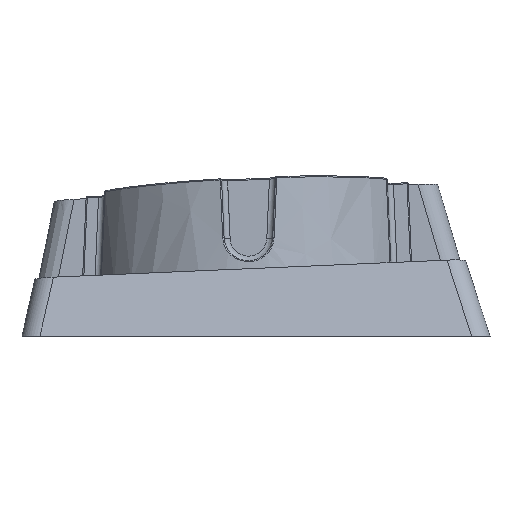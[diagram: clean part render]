
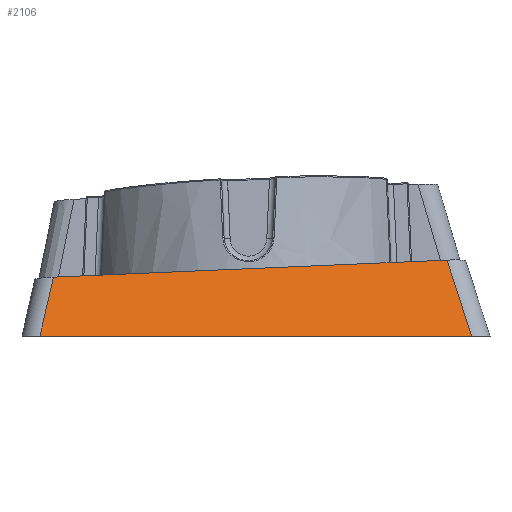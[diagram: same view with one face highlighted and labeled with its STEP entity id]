
A CAD part, front view. The second image highlights one B-rep face of the part: STEP entity #2106.
In plain terms, the highlighted planar face has unit normal (-0.011, -0.94, 0.342).
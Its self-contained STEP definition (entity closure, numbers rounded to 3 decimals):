
#123 = CARTESIAN_POINT ( 'NONE',  ( 82.921, -90.937, -8.301 ) ) ;
#124 = CARTESIAN_POINT ( 'NONE',  ( -81.201, -91.56, -15.412 ) ) ;
#390 = CARTESIAN_POINT ( 'NONE',  ( 93.192, -102.592, -40. ) ) ;
#399 = CARTESIAN_POINT ( 'NONE',  ( -86.807, -100.438, -40. ) ) ;
#1660 = DIRECTION ( 'NONE',  ( 0., -0.342, -0.94 ) ) ;
#1661 = DIRECTION ( 'NONE',  ( -0.011, -0.94, 0.342 ) ) ;
#1667 = CARTESIAN_POINT ( 'NONE',  ( 90.797, -91.084, -8.447 ) ) ;
#1668 = PLANE ( 'NONE',  #3811 ) ;
#2106 = ADVANCED_FACE ( 'NONE', ( #3196 ), #1668, .T. ) ;
#2673 = EDGE_LOOP ( 'NONE', ( #8403, #8404, #8405, #8406 ) ) ;
#2907 = VERTEX_POINT ( 'NONE', #123 ) ;
#2909 = VERTEX_POINT ( 'NONE', #124 ) ;
#2948 = VERTEX_POINT ( 'NONE', #399 ) ;
#2957 = VERTEX_POINT ( 'NONE', #390 ) ;
#3196 = FACE_OUTER_BOUND ( 'NONE', #2673, .T. ) ;
#3811 = AXIS2_PLACEMENT_3D ( 'NONE', #1667, #1661, #1660 ) ;
#6632 = CARTESIAN_POINT ( 'NONE',  ( 0.86, -91.248, -11.857 ) ) ;
#6634 = DIRECTION ( 'NONE',  ( -0.999, -0.004, -0.043 ) ) ;
#6893 = CARTESIAN_POINT ( 'NONE',  ( 90.659, -102.562, -40. ) ) ;
#6894 = DIRECTION ( 'NONE',  ( -1., 0.012, 0. ) ) ;
#6895 = CARTESIAN_POINT ( 'NONE',  ( 83.64, -91.753, -10.52 ) ) ;
#6896 = DIRECTION ( 'NONE',  ( -0.291, 0.33, 0.898 ) ) ;
#6897 = CARTESIAN_POINT ( 'NONE',  ( -72.262, -77.404, 23.793 ) ) ;
#6898 = DIRECTION ( 'NONE',  ( -0.21, -0.332, -0.92 ) ) ;
#7067 = LINE ( 'NONE', #6632, #7068 ) ;
#7068 = VECTOR ( 'NONE', #6634, 1000. ) ;
#7195 = LINE ( 'NONE', #6893, #7200 ) ;
#7198 = LINE ( 'NONE', #6895, #7204 ) ;
#7200 = VECTOR ( 'NONE', #6894, 1000. ) ;
#7202 = LINE ( 'NONE', #6897, #7207 ) ;
#7204 = VECTOR ( 'NONE', #6896, 1000. ) ;
#7207 = VECTOR ( 'NONE', #6898, 1000. ) ;
#7523 = EDGE_CURVE ( 'NONE', #2907, #2909, #7067, .T. ) ;
#7586 = EDGE_CURVE ( 'NONE', #2957, #2948, #7195, .T. ) ;
#7587 = EDGE_CURVE ( 'NONE', #2957, #2907, #7198, .T. ) ;
#7588 = EDGE_CURVE ( 'NONE', #2909, #2948, #7202, .T. ) ;
#8403 = ORIENTED_EDGE ( 'NONE', *, *, #7586, .F. ) ;
#8404 = ORIENTED_EDGE ( 'NONE', *, *, #7587, .T. ) ;
#8405 = ORIENTED_EDGE ( 'NONE', *, *, #7523, .T. ) ;
#8406 = ORIENTED_EDGE ( 'NONE', *, *, #7588, .T. ) ;
